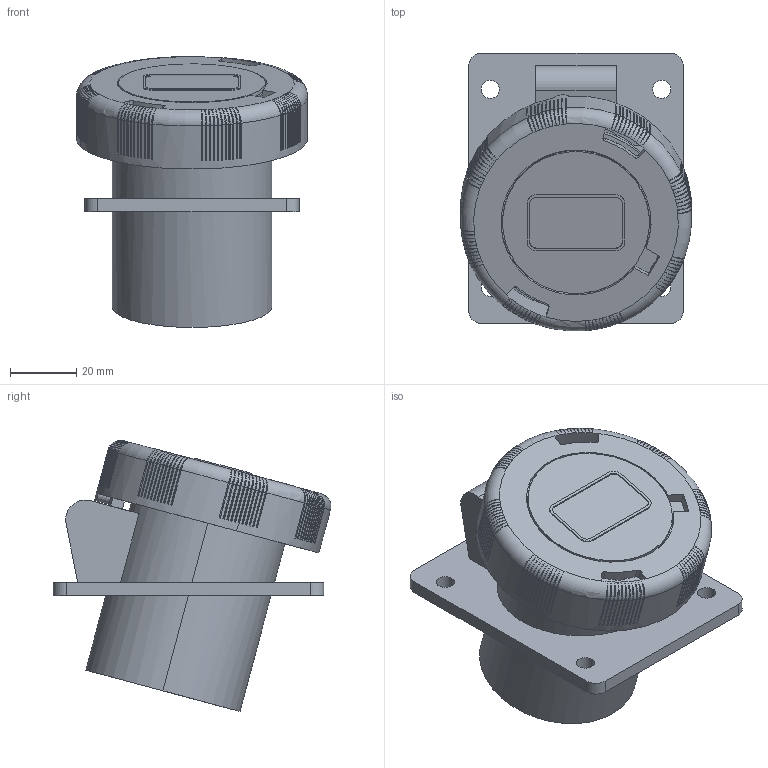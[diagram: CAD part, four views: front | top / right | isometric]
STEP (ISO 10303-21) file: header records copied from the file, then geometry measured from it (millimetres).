
FILE_DESCRIPTION(('Creo Elements/Direct Modeling STEP Export'),'2;1');
FILE_NAME('0ln7uvk498miu9n2672','2017-02-17T13:11:51',(''),(''),'PTC Creo Elements/Direct Modeling STEP processor for AP214 (Solid Model)','PTC Creo Elements/Direct Modeling 19.0E 27-Jun-2016 (C) Parametric Technology GmbH','');
FILE_SCHEMA(('AUTOMOTIVE_DESIGN { 1 0 10303 214 1 1 1 1 }'));
Products named in the file (2): PEW_1663_PI
Assembly tree (1 placements, depth 2):
  PEW_1663_PI
    PEW_1663_PI
Bounding box: 69.88 x 84.22 x 82.11 mm (x, y, z)
Volume: 161515.2 mm3; surface area: 41749.1 mm2
Topology: 1 solids, 1 shells, 796 faces, 2233 edges, 1245 vertices
Faces by surface type: plane 349, torus 276, cylinder 170, cone 1
Entity records: 49250 total; most frequent: CARTESIAN_POINT 24193, ORIENTED_EDGE 4114, DIRECTION 3878, EDGE_CURVE 2057, AXIS2_PLACEMENT_3D 1556, VERTEX_POINT 1245, CIRCLE 839, EDGE_LOOP 816
